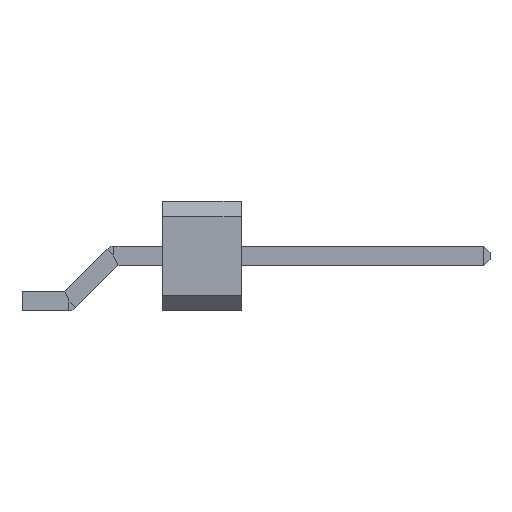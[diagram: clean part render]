
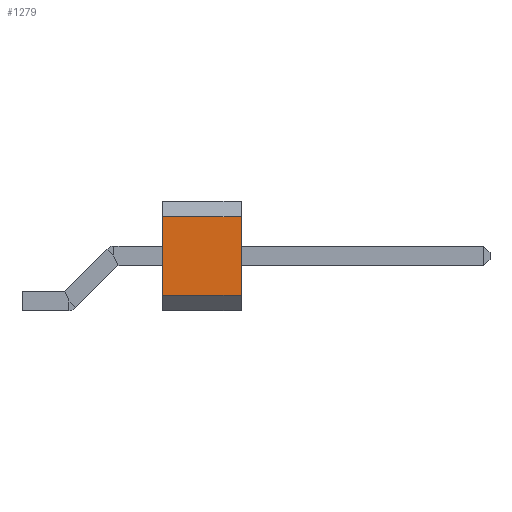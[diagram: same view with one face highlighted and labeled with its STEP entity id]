
A CAD part, front view. The second image highlights one B-rep face of the part: STEP entity #1279.
In plain terms, the highlighted planar face has unit normal (0, -1, 0).
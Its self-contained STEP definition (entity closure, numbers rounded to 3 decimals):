
#1108 = VERTEX_POINT('',#1109);
#1109 = CARTESIAN_POINT('',(3.808,-1.27,3.06));
#1115 = EDGE_CURVE('',#1108,#1116,#1118,.T.);
#1116 = VERTEX_POINT('',#1117);
#1117 = CARTESIAN_POINT('',(3.808,-1.27,0.5));
#1118 = LINE('',#1119,#1120);
#1119 = CARTESIAN_POINT('',(3.808,-1.27,3.56));
#1120 = VECTOR('',#1121,1.);
#1121 = DIRECTION('',(0.,0.,-1.));
#1196 = VERTEX_POINT('',#1197);
#1197 = CARTESIAN_POINT('',(6.348,-1.27,3.06));
#1203 = EDGE_CURVE('',#1108,#1196,#1204,.T.);
#1204 = LINE('',#1205,#1206);
#1205 = CARTESIAN_POINT('',(3.808,-1.27,3.06));
#1206 = VECTOR('',#1207,1.);
#1207 = DIRECTION('',(1.,0.,0.));
#1219 = EDGE_CURVE('',#1196,#1220,#1222,.T.);
#1220 = VERTEX_POINT('',#1221);
#1221 = CARTESIAN_POINT('',(6.348,-1.27,0.5));
#1222 = LINE('',#1223,#1224);
#1223 = CARTESIAN_POINT('',(6.348,-1.27,3.56));
#1224 = VECTOR('',#1225,1.);
#1225 = DIRECTION('',(0.,0.,-1.));
#1279 = ADVANCED_FACE('',(#1280),#1291,.F.);
#1280 = FACE_BOUND('',#1281,.F.);
#1281 = EDGE_LOOP('',(#1282,#1283,#1284,#1285));
#1282 = ORIENTED_EDGE('',*,*,#1115,.F.);
#1283 = ORIENTED_EDGE('',*,*,#1203,.T.);
#1284 = ORIENTED_EDGE('',*,*,#1219,.T.);
#1285 = ORIENTED_EDGE('',*,*,#1286,.F.);
#1286 = EDGE_CURVE('',#1116,#1220,#1287,.T.);
#1287 = LINE('',#1288,#1289);
#1288 = CARTESIAN_POINT('',(3.808,-1.27,0.5));
#1289 = VECTOR('',#1290,1.);
#1290 = DIRECTION('',(1.,0.,0.));
#1291 = PLANE('',#1292);
#1292 = AXIS2_PLACEMENT_3D('',#1293,#1294,#1295);
#1293 = CARTESIAN_POINT('',(3.808,-1.27,3.56));
#1294 = DIRECTION('',(0.,1.,0.));
#1295 = DIRECTION('',(0.,0.,-1.));
